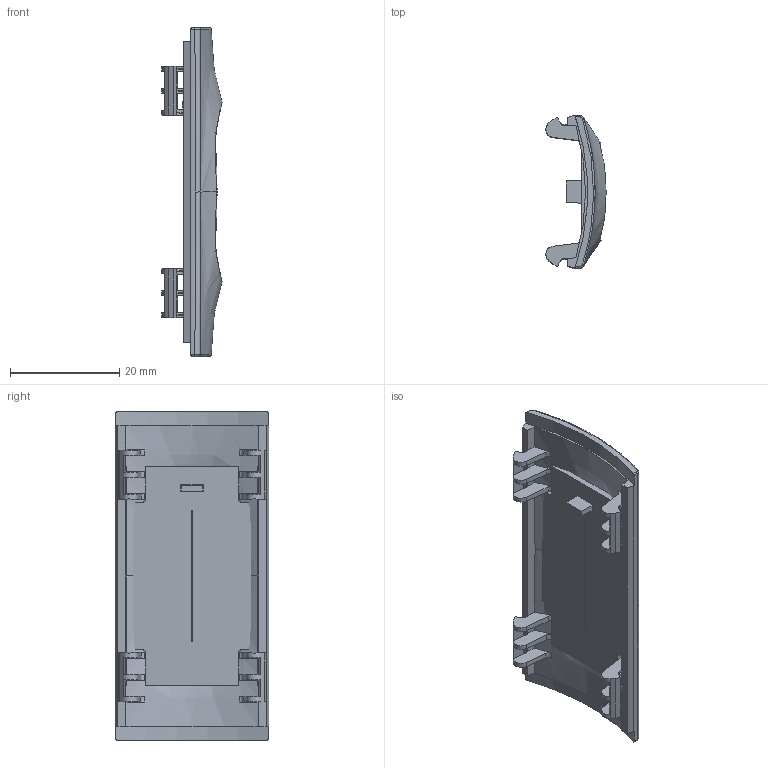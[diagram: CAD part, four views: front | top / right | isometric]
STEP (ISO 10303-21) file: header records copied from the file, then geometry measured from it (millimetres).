
FILE_DESCRIPTION(('CATIA V5 STEP Exchange','CAx-IF Rec.Pracs.--- Model Styling and Organization---1.2---2011-12-15'),'2;1');
FILE_NAME('PW32365.stp','2017-12-01T14:42:19+00:00',('none'),('none'),'CATIA Version 5-6 Release 2014 SP4','CATIA V5 STEP AP214','none');
FILE_SCHEMA(('AUTOMOTIVE_DESIGN { 1 0 10303 214 1 1 1 1 }'));
Length unit declared in the file: millimetre
Products named in the file (3): ASS-Ovaline; D005442A; D005573A
Assembly tree (2 placements, depth 2):
  ASS-Ovaline
    D005442A
    D005573A
Bounding box: 10.97 x 28 x 60 mm (x, y, z)
Volume: 3846.8 mm3; surface area: 5869.9 mm2
Topology: 2 solids, 2 shells, 193 faces, 615 edges, 411 vertices
Faces by surface type: plane 132, bspline 42, cylinder 19
Entity records: 14298 total; most frequent: CARTESIAN_POINT 9792, ORIENTED_EDGE 1230, EDGE_CURVE 615, DIRECTION 468, VERTEX_POINT 411, B_SPLINE_CURVE_WITH_KNOTS 365, VECTOR 234, LINE 234
